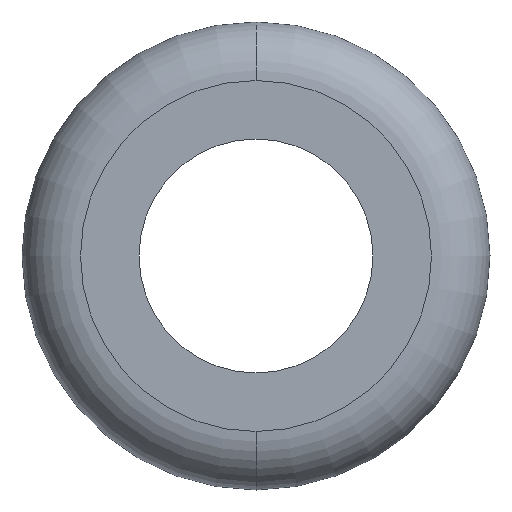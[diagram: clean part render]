
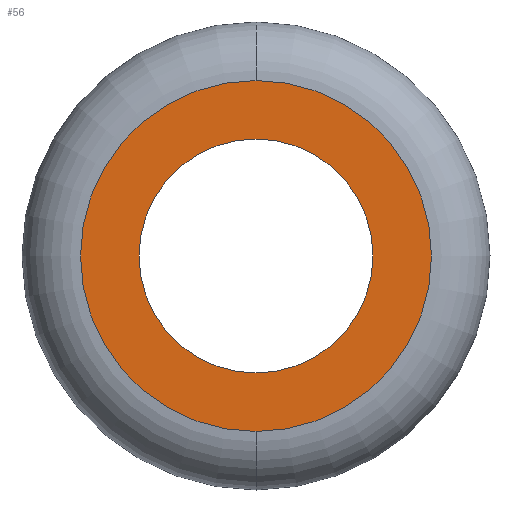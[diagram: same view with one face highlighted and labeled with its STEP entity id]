
A CAD part, front view. The second image highlights one B-rep face of the part: STEP entity #56.
In plain terms, the highlighted planar face has unit normal (0, -1, 0).
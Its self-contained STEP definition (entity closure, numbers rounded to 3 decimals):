
#50 = ORIENTED_EDGE ( 'NONE', *, *, #175, .T. ) ;
#51 = ORIENTED_EDGE ( 'NONE', *, *, #63, .F. ) ;
#52 = ORIENTED_EDGE ( 'NONE', *, *, #143, .F. ) ;
#53 = EDGE_LOOP ( 'NONE', ( #52, #51 ) ) ;
#54 = EDGE_LOOP ( 'NONE', ( #57, #50 ) ) ;
#55 = EDGE_CURVE ( 'NONE', #173, #169, #122, .T. ) ;
#56 = ADVANCED_FACE ( 'NONE', ( #123, #117 ), #116, .T. ) ;
#57 = ORIENTED_EDGE ( 'NONE', *, *, #55, .T. ) ;
#63 = EDGE_CURVE ( 'NONE', #145, #144, #105, .T. ) ;
#101 = DIRECTION ( 'NONE',  ( 0., 0., 1. ) ) ;
#102 = DIRECTION ( 'NONE',  ( 0., 1., 0. ) ) ;
#103 = CARTESIAN_POINT ( 'NONE',  ( 0., -5., 0. ) ) ;
#104 = AXIS2_PLACEMENT_3D ( 'NONE', #103, #102, #101 ) ;
#105 = CIRCLE ( 'NONE', #104, 12. ) ;
#111 = DIRECTION ( 'NONE',  ( 0., 0., -1. ) ) ;
#112 = DIRECTION ( 'NONE',  ( 0., -1., 0. ) ) ;
#113 = CARTESIAN_POINT ( 'NONE',  ( -8., -5., 0. ) ) ;
#114 = AXIS2_PLACEMENT_3D ( 'NONE', #113, #112, #111 ) ;
#116 = PLANE ( 'NONE',  #114 ) ;
#117 = FACE_OUTER_BOUND ( 'NONE', #53, .T. ) ;
#118 = DIRECTION ( 'NONE',  ( 0., 0., 1. ) ) ;
#119 = DIRECTION ( 'NONE',  ( 0., 1., 0. ) ) ;
#120 = CARTESIAN_POINT ( 'NONE',  ( 0., -5., 0. ) ) ;
#121 = AXIS2_PLACEMENT_3D ( 'NONE', #120, #119, #118 ) ;
#122 = CIRCLE ( 'NONE', #121, 8. ) ;
#123 = FACE_BOUND ( 'NONE', #54, .T. ) ;
#143 = EDGE_CURVE ( 'NONE', #144, #145, #354, .T. ) ;
#144 = VERTEX_POINT ( 'NONE', #349 ) ;
#145 = VERTEX_POINT ( 'NONE', #348 ) ;
#169 = VERTEX_POINT ( 'NONE', #376 ) ;
#173 = VERTEX_POINT ( 'NONE', #295 ) ;
#175 = EDGE_CURVE ( 'NONE', #169, #173, #294, .T. ) ;
#290 = DIRECTION ( 'NONE',  ( 0., 0., 1. ) ) ;
#291 = DIRECTION ( 'NONE',  ( 0., 1., 0. ) ) ;
#292 = CARTESIAN_POINT ( 'NONE',  ( 0., -5., 0. ) ) ;
#293 = AXIS2_PLACEMENT_3D ( 'NONE', #292, #291, #290 ) ;
#294 = CIRCLE ( 'NONE', #293, 8. ) ;
#295 = CARTESIAN_POINT ( 'NONE',  ( 0., -5., 8. ) ) ;
#348 = CARTESIAN_POINT ( 'NONE',  ( 0., -5., -12. ) ) ;
#349 = CARTESIAN_POINT ( 'NONE',  ( 0., -5., 12. ) ) ;
#350 = DIRECTION ( 'NONE',  ( 0., 0., 1. ) ) ;
#351 = DIRECTION ( 'NONE',  ( 0., 1., 0. ) ) ;
#352 = CARTESIAN_POINT ( 'NONE',  ( 0., -5., 0. ) ) ;
#353 = AXIS2_PLACEMENT_3D ( 'NONE', #352, #351, #350 ) ;
#354 = CIRCLE ( 'NONE', #353, 12. ) ;
#376 = CARTESIAN_POINT ( 'NONE',  ( 0., -5., -8. ) ) ;
